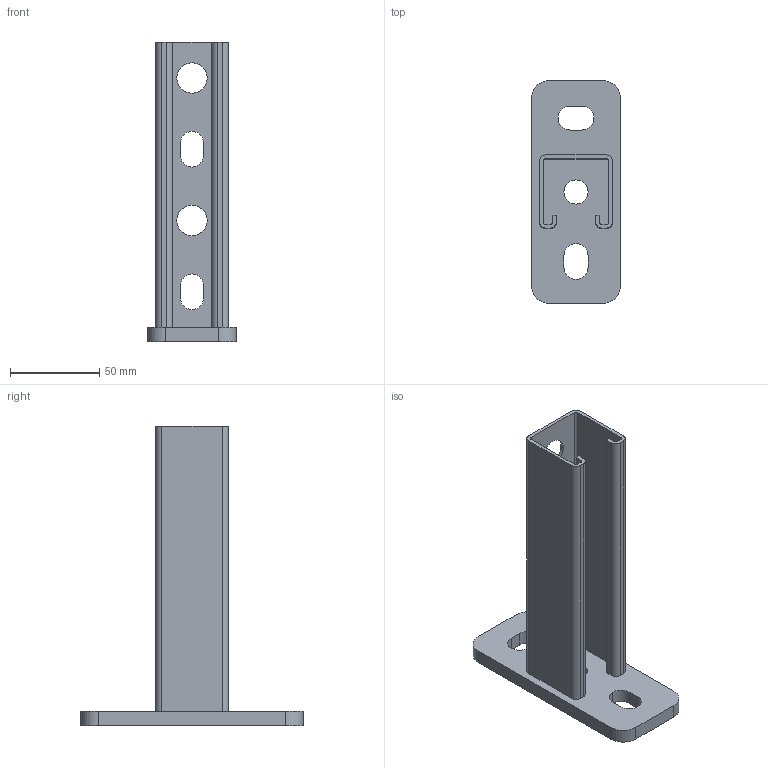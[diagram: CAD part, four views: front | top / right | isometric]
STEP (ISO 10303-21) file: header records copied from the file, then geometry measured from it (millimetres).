
FILE_DESCRIPTION(('STEP AP214'),'1');
FILE_NAME('cctmp_0CA871C2-3053-4F47-BBAF-7EE9D13F6E20_2023_03_02_12_28_10_0171..stp','2023-03-02T11:28:10',('MÜPRO Services GmbH'),('CADClick - www.CADClick.com'),'Spatial InterOp 3D',' ','unknown authorization');
FILE_SCHEMA(('AUTOMOTIVE_DESIGN'));
Length unit declared in the file: millimetre
Products named in the file (3): cc_unnamed; 154215_1; 154215
Assembly tree (2 placements, depth 2):
  cc_unnamed
    154215_1
    154215
Bounding box: 50 x 125 x 168 mm (x, y, z)
Volume: 86818.9 mm3; surface area: 58976.8 mm2
Topology: 2 solids, 2 shells, 70 faces, 198 edges, 132 vertices
Faces by surface type: cylinder 38, plane 32
Entity records: 2966 total; most frequent: DIRECTION 420, CARTESIAN_POINT 403, ORIENTED_EDGE 396, EDGE_CURVE 198, AXIS2_PLACEMENT_3D 149, VERTEX_POINT 132, LINE 122, VECTOR 122
